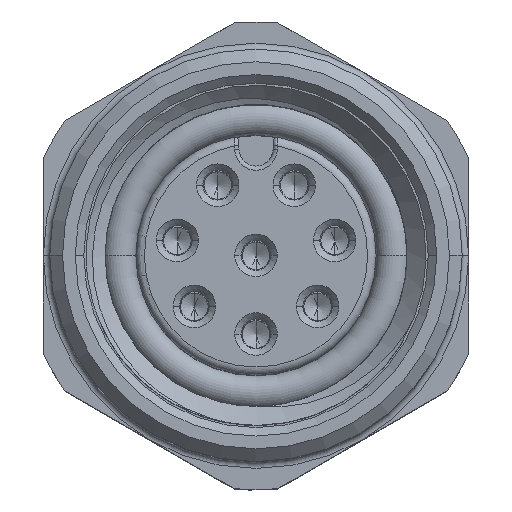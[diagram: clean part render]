
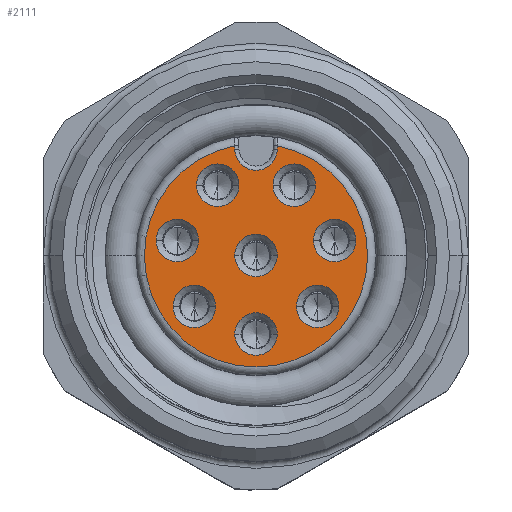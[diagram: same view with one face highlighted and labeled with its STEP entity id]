
A CAD part, top view. The second image highlights one B-rep face of the part: STEP entity #2111.
In plain terms, the highlighted planar face has unit normal (0, 0, 1).
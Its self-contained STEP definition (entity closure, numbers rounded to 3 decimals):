
#1=CARTESIAN_POINT('',(1.85,0.35,5.4));
#2=DIRECTION('',(0.,0.,-1.));
#3=DIRECTION('',(-1.,0.,0.));
#4=AXIS2_PLACEMENT_3D('',#1,#2,#3);
#6=CARTESIAN_POINT('',(1.85,0.35,5.4));
#7=DIRECTION('',(0.,0.,-1.));
#8=DIRECTION('',(1.,0.,0.));
#9=AXIS2_PLACEMENT_3D('',#6,#7,#8);
#11=CARTESIAN_POINT('',(1.45,-1.2,5.4));
#12=DIRECTION('',(0.,0.,-1.));
#13=DIRECTION('',(1.,0.,0.));
#14=AXIS2_PLACEMENT_3D('',#11,#12,#13);
#16=CARTESIAN_POINT('',(1.45,-1.2,5.4));
#17=DIRECTION('',(0.,0.,-1.));
#18=DIRECTION('',(-1.,0.,0.));
#19=AXIS2_PLACEMENT_3D('',#16,#17,#18);
#21=CARTESIAN_POINT('',(0.,0.,5.4));
#22=DIRECTION('',(0.,0.,-1.));
#23=DIRECTION('',(-1.,0.,0.));
#24=AXIS2_PLACEMENT_3D('',#21,#22,#23);
#26=CARTESIAN_POINT('',(0.,0.,5.4));
#27=DIRECTION('',(0.,0.,-1.));
#28=DIRECTION('',(1.,0.,0.));
#29=AXIS2_PLACEMENT_3D('',#26,#27,#28);
#31=CARTESIAN_POINT('',(0.9,1.65,5.4));
#32=DIRECTION('',(0.,0.,-1.));
#33=DIRECTION('',(-1.,0.,0.));
#34=AXIS2_PLACEMENT_3D('',#31,#32,#33);
#36=CARTESIAN_POINT('',(0.9,1.65,5.4));
#37=DIRECTION('',(0.,0.,-1.));
#38=DIRECTION('',(1.,0.,0.));
#39=AXIS2_PLACEMENT_3D('',#36,#37,#38);
#41=CARTESIAN_POINT('',(-0.9,1.65,5.4));
#42=DIRECTION('',(0.,0.,-1.));
#43=DIRECTION('',(-1.,0.,0.));
#44=AXIS2_PLACEMENT_3D('',#41,#42,#43);
#46=CARTESIAN_POINT('',(-0.9,1.65,5.4));
#47=DIRECTION('',(0.,0.,-1.));
#48=DIRECTION('',(1.,0.,0.));
#49=AXIS2_PLACEMENT_3D('',#46,#47,#48);
#51=CARTESIAN_POINT('',(-1.85,0.35,5.4));
#52=DIRECTION('',(0.,0.,-1.));
#53=DIRECTION('',(1.,0.,0.));
#54=AXIS2_PLACEMENT_3D('',#51,#52,#53);
#56=CARTESIAN_POINT('',(-1.85,0.35,5.4));
#57=DIRECTION('',(0.,0.,-1.));
#58=DIRECTION('',(-1.,0.,0.));
#59=AXIS2_PLACEMENT_3D('',#56,#57,#58);
#61=CARTESIAN_POINT('',(-1.45,-1.2,5.4));
#62=DIRECTION('',(0.,0.,-1.));
#63=DIRECTION('',(1.,0.,0.));
#64=AXIS2_PLACEMENT_3D('',#61,#62,#63);
#66=CARTESIAN_POINT('',(-1.45,-1.2,5.4));
#67=DIRECTION('',(0.,0.,-1.));
#68=DIRECTION('',(-1.,0.,0.));
#69=AXIS2_PLACEMENT_3D('',#66,#67,#68);
#71=CARTESIAN_POINT('',(0.,-1.85,5.4));
#72=DIRECTION('',(0.,0.,-1.));
#73=DIRECTION('',(1.,0.,0.));
#74=AXIS2_PLACEMENT_3D('',#71,#72,#73);
#76=CARTESIAN_POINT('',(0.,-1.85,5.4));
#77=DIRECTION('',(0.,0.,-1.));
#78=DIRECTION('',(-1.,0.,0.));
#79=AXIS2_PLACEMENT_3D('',#76,#77,#78);
#81=DIRECTION('',(0.,1.,0.));
#82=VECTOR('',#81,0.077);
#83=CARTESIAN_POINT('',(-0.5,2.5,5.4));
#84=LINE('',#83,#82);
#85=CARTESIAN_POINT('',(0.,2.5,5.4));
#86=DIRECTION('',(0.,0.,-1.));
#87=DIRECTION('',(1.,0.,0.));
#88=AXIS2_PLACEMENT_3D('',#85,#86,#87);
#90=DIRECTION('',(0.,-1.,0.));
#91=VECTOR('',#90,0.077);
#92=CARTESIAN_POINT('',(0.5,2.577,5.4));
#93=LINE('',#92,#91);
#1266=CARTESIAN_POINT('',(-0.5,2.577,5.4));
#1276=CARTESIAN_POINT('',(0.,0.,5.4));
#1277=DIRECTION('',(0.,0.,1.));
#1278=DIRECTION('',(-0.19,0.982,0.));
#1279=AXIS2_PLACEMENT_3D('',#1276,#1277,#1278);
#1688=CARTESIAN_POINT('',(1.35,0.35,5.4));
#1689=CARTESIAN_POINT('',(2.35,0.35,5.4));
#1690=VERTEX_POINT('',#1688);
#1691=VERTEX_POINT('',#1689);
#1696=CARTESIAN_POINT('',(1.95,-1.2,5.4));
#1697=CARTESIAN_POINT('',(0.95,-1.2,5.4));
#1698=VERTEX_POINT('',#1696);
#1699=VERTEX_POINT('',#1697);
#1704=CARTESIAN_POINT('',(-0.5,0.,5.4));
#1705=CARTESIAN_POINT('',(0.5,0.,5.4));
#1706=VERTEX_POINT('',#1704);
#1707=VERTEX_POINT('',#1705);
#1712=CARTESIAN_POINT('',(0.4,1.65,5.4));
#1713=CARTESIAN_POINT('',(1.4,1.65,5.4));
#1714=VERTEX_POINT('',#1712);
#1715=VERTEX_POINT('',#1713);
#1720=CARTESIAN_POINT('',(-1.4,1.65,5.4));
#1721=CARTESIAN_POINT('',(-0.4,1.65,5.4));
#1722=VERTEX_POINT('',#1720);
#1723=VERTEX_POINT('',#1721);
#1728=CARTESIAN_POINT('',(-1.35,0.35,5.4));
#1729=CARTESIAN_POINT('',(-2.35,0.35,5.4));
#1730=VERTEX_POINT('',#1728);
#1731=VERTEX_POINT('',#1729);
#1736=CARTESIAN_POINT('',(-0.95,-1.2,5.4));
#1737=CARTESIAN_POINT('',(-1.95,-1.2,5.4));
#1738=VERTEX_POINT('',#1736);
#1739=VERTEX_POINT('',#1737);
#1744=CARTESIAN_POINT('',(0.5,-1.85,5.4));
#1745=CARTESIAN_POINT('',(-0.5,-1.85,5.4));
#1746=VERTEX_POINT('',#1744);
#1747=VERTEX_POINT('',#1745);
#1764=VERTEX_POINT('',#1266);
#1766=CARTESIAN_POINT('',(-0.5,2.5,5.4));
#1767=VERTEX_POINT('',#1766);
#1770=CARTESIAN_POINT('',(0.5,2.5,5.4));
#1771=VERTEX_POINT('',#1770);
#1774=CARTESIAN_POINT('',(0.5,2.577,5.4));
#1775=VERTEX_POINT('',#1774);
#2048=CARTESIAN_POINT('',(0.,0.,5.4));
#2049=DIRECTION('',(0.,0.,1.));
#2050=DIRECTION('',(1.,0.,0.));
#2051=AXIS2_PLACEMENT_3D('',#2048,#2049,#2050);
#2052=PLANE('',#2051);
#2054=ORIENTED_EDGE('',*,*,#2053,.F.);
#2056=ORIENTED_EDGE('',*,*,#2055,.F.);
#2058=ORIENTED_EDGE('',*,*,#2057,.F.);
#2060=ORIENTED_EDGE('',*,*,#2059,.F.);
#2061=EDGE_LOOP('',(#2054,#2056,#2058,#2060));
#2062=FACE_OUTER_BOUND('',#2061,.F.);
#2064=ORIENTED_EDGE('',*,*,#2063,.F.);
#2066=ORIENTED_EDGE('',*,*,#2065,.F.);
#2067=EDGE_LOOP('',(#2064,#2066));
#2068=FACE_BOUND('',#2067,.F.);
#2070=ORIENTED_EDGE('',*,*,#2069,.F.);
#2072=ORIENTED_EDGE('',*,*,#2071,.F.);
#2073=EDGE_LOOP('',(#2070,#2072));
#2074=FACE_BOUND('',#2073,.F.);
#2076=ORIENTED_EDGE('',*,*,#2075,.F.);
#2078=ORIENTED_EDGE('',*,*,#2077,.F.);
#2079=EDGE_LOOP('',(#2076,#2078));
#2080=FACE_BOUND('',#2079,.F.);
#2082=ORIENTED_EDGE('',*,*,#2081,.F.);
#2084=ORIENTED_EDGE('',*,*,#2083,.F.);
#2085=EDGE_LOOP('',(#2082,#2084));
#2086=FACE_BOUND('',#2085,.F.);
#2088=ORIENTED_EDGE('',*,*,#2087,.F.);
#2090=ORIENTED_EDGE('',*,*,#2089,.F.);
#2091=EDGE_LOOP('',(#2088,#2090));
#2092=FACE_BOUND('',#2091,.F.);
#2094=ORIENTED_EDGE('',*,*,#2093,.F.);
#2096=ORIENTED_EDGE('',*,*,#2095,.F.);
#2097=EDGE_LOOP('',(#2094,#2096));
#2098=FACE_BOUND('',#2097,.F.);
#2100=ORIENTED_EDGE('',*,*,#2099,.F.);
#2102=ORIENTED_EDGE('',*,*,#2101,.F.);
#2103=EDGE_LOOP('',(#2100,#2102));
#2104=FACE_BOUND('',#2103,.F.);
#2106=ORIENTED_EDGE('',*,*,#2105,.F.);
#2108=ORIENTED_EDGE('',*,*,#2107,.F.);
#2109=EDGE_LOOP('',(#2106,#2108));
#2110=FACE_BOUND('',#2109,.F.);
#5=CIRCLE('',#4,0.5);
#10=CIRCLE('',#9,0.5);
#15=CIRCLE('',#14,0.5);
#20=CIRCLE('',#19,0.5);
#25=CIRCLE('',#24,0.5);
#30=CIRCLE('',#29,0.5);
#35=CIRCLE('',#34,0.5);
#40=CIRCLE('',#39,0.5);
#45=CIRCLE('',#44,0.5);
#50=CIRCLE('',#49,0.5);
#55=CIRCLE('',#54,0.5);
#60=CIRCLE('',#59,0.5);
#65=CIRCLE('',#64,0.5);
#70=CIRCLE('',#69,0.5);
#75=CIRCLE('',#74,0.5);
#80=CIRCLE('',#79,0.5);
#89=CIRCLE('',#88,0.5);
#1280=CIRCLE('',#1279,2.625);
#2053=EDGE_CURVE('',#1767,#1764,#84,.T.);
#2055=EDGE_CURVE('',#1771,#1767,#89,.T.);
#2057=EDGE_CURVE('',#1775,#1771,#93,.T.);
#2059=EDGE_CURVE('',#1764,#1775,#1280,.T.);
#2063=EDGE_CURVE('',#1698,#1699,#15,.T.);
#2065=EDGE_CURVE('',#1699,#1698,#20,.T.);
#2069=EDGE_CURVE('',#1706,#1707,#25,.T.);
#2071=EDGE_CURVE('',#1707,#1706,#30,.T.);
#2075=EDGE_CURVE('',#1714,#1715,#35,.T.);
#2077=EDGE_CURVE('',#1715,#1714,#40,.T.);
#2081=EDGE_CURVE('',#1722,#1723,#45,.T.);
#2083=EDGE_CURVE('',#1723,#1722,#50,.T.);
#2087=EDGE_CURVE('',#1730,#1731,#55,.T.);
#2089=EDGE_CURVE('',#1731,#1730,#60,.T.);
#2093=EDGE_CURVE('',#1738,#1739,#65,.T.);
#2095=EDGE_CURVE('',#1739,#1738,#70,.T.);
#2099=EDGE_CURVE('',#1746,#1747,#75,.T.);
#2101=EDGE_CURVE('',#1747,#1746,#80,.T.);
#2105=EDGE_CURVE('',#1690,#1691,#5,.T.);
#2107=EDGE_CURVE('',#1691,#1690,#10,.T.);
#2111=ADVANCED_FACE('',(#2062,#2068,#2074,#2080,#2086,#2092,#2098,#2104,#2110),
#2052,.T.);
